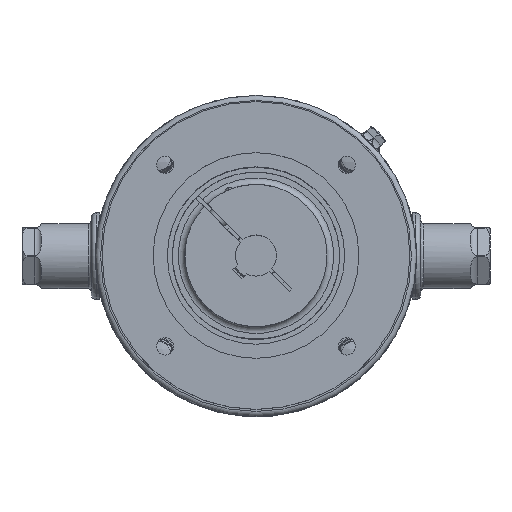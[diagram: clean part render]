
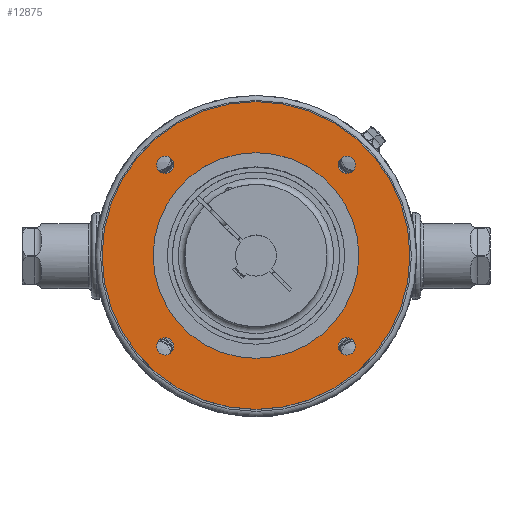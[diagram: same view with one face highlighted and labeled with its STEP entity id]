
A CAD part, top view. The second image highlights one B-rep face of the part: STEP entity #12875.
In plain terms, the highlighted planar face has unit normal (0, 0, 1).
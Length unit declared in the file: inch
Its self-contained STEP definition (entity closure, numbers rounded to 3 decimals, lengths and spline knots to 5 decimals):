
#1754 = DIRECTION ( 'NONE',  ( 1., 0., 0. ) ) ;
#2184 = ORIENTED_EDGE ( 'NONE', *, *, #17438, .F. ) ;
#2336 = AXIS2_PLACEMENT_3D ( 'NONE', #3126, #16339, #21862 ) ;
#3126 = CARTESIAN_POINT ( 'NONE',  ( 1.39194, 1.39194, 7.1076 ) ) ;
#3802 = DIRECTION ( 'NONE',  ( 1., 0., 0. ) ) ;
#4151 = FACE_BOUND ( 'NONE', #24929, .T. ) ;
#4759 = AXIS2_PLACEMENT_3D ( 'NONE', #15046, #30795, #33322 ) ;
#5363 = CARTESIAN_POINT ( 'NONE',  ( 1.52494, 1.39194, 7.1076 ) ) ;
#5378 = ORIENTED_EDGE ( 'NONE', *, *, #16904, .F. ) ;
#5616 = EDGE_CURVE ( 'NONE', #11254, #11254, #16550, .T. ) ;
#6486 = CARTESIAN_POINT ( 'NONE',  ( -1.39194, 1.39194, 7.1076 ) ) ;
#6668 = VERTEX_POINT ( 'NONE', #12388 ) ;
#6709 = EDGE_CURVE ( 'NONE', #16608, #16608, #19439, .T. ) ;
#6731 = AXIS2_PLACEMENT_3D ( 'NONE', #31769, #34466, #1754 ) ;
#7092 = DIRECTION ( 'NONE',  ( 0., 0., 1. ) ) ;
#8846 = CARTESIAN_POINT ( 'NONE',  ( 1.57579, 0., 7.1076 ) ) ;
#9169 = FACE_BOUND ( 'NONE', #30016, .T. ) ;
#11254 = VERTEX_POINT ( 'NONE', #13939 ) ;
#11311 = AXIS2_PLACEMENT_3D ( 'NONE', #16640, #22334, #14149 ) ;
#12388 = CARTESIAN_POINT ( 'NONE',  ( 1.52494, -1.39194, 7.1076 ) ) ;
#12802 = CARTESIAN_POINT ( 'NONE',  ( 1.39194, -1.39194, 7.1076 ) ) ;
#12875 = ADVANCED_FACE ( 'NONE', ( #4151, #23067, #20022, #9169, #14690, #33837 ), #25743, .T. ) ;
#12976 = AXIS2_PLACEMENT_3D ( 'NONE', #6486, #17358, #3802 ) ;
#13160 = EDGE_LOOP ( 'NONE', ( #13659 ) ) ;
#13659 = ORIENTED_EDGE ( 'NONE', *, *, #6709, .F. ) ;
#13939 = CARTESIAN_POINT ( 'NONE',  ( 2.35827, 0., 7.1076 ) ) ;
#14149 = DIRECTION ( 'NONE',  ( 1., 0., 0. ) ) ;
#14228 = EDGE_LOOP ( 'NONE', ( #29309 ) ) ;
#14683 = CIRCLE ( 'NONE', #12976, 0.133 ) ;
#14690 = FACE_BOUND ( 'NONE', #17909, .T. ) ;
#15046 = CARTESIAN_POINT ( 'NONE',  ( 0., 0., 7.1076 ) ) ;
#15686 = AXIS2_PLACEMENT_3D ( 'NONE', #12802, #26014, #20637 ) ;
#16339 = DIRECTION ( 'NONE',  ( 0., 0., 1. ) ) ;
#16343 = VERTEX_POINT ( 'NONE', #17044 ) ;
#16550 = CIRCLE ( 'NONE', #31372, 2.35827 ) ;
#16608 = VERTEX_POINT ( 'NONE', #5363 ) ;
#16640 = CARTESIAN_POINT ( 'NONE',  ( 0., 0., 7.1076 ) ) ;
#16904 = EDGE_CURVE ( 'NONE', #16343, #16343, #14683, .T. ) ;
#17044 = CARTESIAN_POINT ( 'NONE',  ( -1.25894, 1.39194, 7.1076 ) ) ;
#17057 = EDGE_CURVE ( 'NONE', #22221, #22221, #27831, .T. ) ;
#17358 = DIRECTION ( 'NONE',  ( 0., 0., 1. ) ) ;
#17438 = EDGE_CURVE ( 'NONE', #32807, #32807, #18101, .T. ) ;
#17909 = EDGE_LOOP ( 'NONE', ( #22109 ) ) ;
#18101 = CIRCLE ( 'NONE', #6731, 0.133 ) ;
#19439 = CIRCLE ( 'NONE', #2336, 0.133 ) ;
#20022 = FACE_BOUND ( 'NONE', #13160, .T. ) ;
#20112 = CARTESIAN_POINT ( 'NONE',  ( 0., 0., 7.1076 ) ) ;
#20637 = DIRECTION ( 'NONE',  ( 1., 0., 0. ) ) ;
#21862 = DIRECTION ( 'NONE',  ( 1., 0., 0. ) ) ;
#22109 = ORIENTED_EDGE ( 'NONE', *, *, #17057, .F. ) ;
#22221 = VERTEX_POINT ( 'NONE', #8846 ) ;
#22334 = DIRECTION ( 'NONE',  ( 0., 0., 1. ) ) ;
#22394 = CARTESIAN_POINT ( 'NONE',  ( -1.25894, -1.39194, 7.1076 ) ) ;
#23067 = FACE_BOUND ( 'NONE', #24221, .T. ) ;
#23517 = EDGE_CURVE ( 'NONE', #6668, #6668, #31616, .T. ) ;
#23684 = DIRECTION ( 'NONE',  ( 1., 0., 0. ) ) ;
#24221 = EDGE_LOOP ( 'NONE', ( #35020 ) ) ;
#24929 = EDGE_LOOP ( 'NONE', ( #2184 ) ) ;
#25743 = PLANE ( 'NONE',  #4759 ) ;
#26014 = DIRECTION ( 'NONE',  ( 0., 0., 1. ) ) ;
#27831 = CIRCLE ( 'NONE', #11311, 1.57579 ) ;
#29309 = ORIENTED_EDGE ( 'NONE', *, *, #5616, .T. ) ;
#30016 = EDGE_LOOP ( 'NONE', ( #5378 ) ) ;
#30795 = DIRECTION ( 'NONE',  ( 0., 0., 1. ) ) ;
#31372 = AXIS2_PLACEMENT_3D ( 'NONE', #20112, #7092, #23684 ) ;
#31616 = CIRCLE ( 'NONE', #15686, 0.133 ) ;
#31769 = CARTESIAN_POINT ( 'NONE',  ( -1.39194, -1.39194, 7.1076 ) ) ;
#32807 = VERTEX_POINT ( 'NONE', #22394 ) ;
#33322 = DIRECTION ( 'NONE',  ( 1., 0., 0. ) ) ;
#33837 = FACE_OUTER_BOUND ( 'NONE', #14228, .T. ) ;
#34466 = DIRECTION ( 'NONE',  ( 0., 0., 1. ) ) ;
#35020 = ORIENTED_EDGE ( 'NONE', *, *, #23517, .F. ) ;
